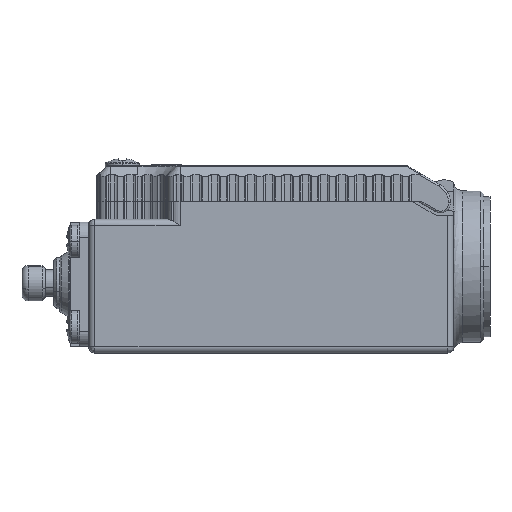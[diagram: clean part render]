
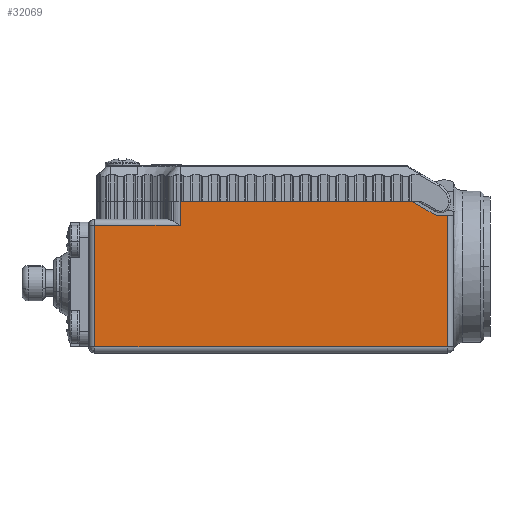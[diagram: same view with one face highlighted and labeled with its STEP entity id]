
A CAD part, left-side view. The second image highlights one B-rep face of the part: STEP entity #32069.
In plain terms, the highlighted planar face has unit normal (-1, 0, 0).
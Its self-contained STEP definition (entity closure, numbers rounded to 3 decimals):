
#2694 = VERTEX_POINT ( 'NONE', #42526 ) ;
#3299 = DIRECTION ( 'NONE',  ( 0., 1., 0. ) ) ;
#4324 = DIRECTION ( 'NONE',  ( 0., 0., 1. ) ) ;
#6815 = CARTESIAN_POINT ( 'NONE',  ( -15.65, 2.999, 11.712 ) ) ;
#7590 = LINE ( 'NONE', #34650, #71425 ) ;
#8261 = VECTOR ( 'NONE', #22828, 1000. ) ;
#11311 = PLANE ( 'NONE',  #14472 ) ;
#11640 = VECTOR ( 'NONE', #75648, 1000. ) ;
#13135 = VERTEX_POINT ( 'NONE', #78077 ) ;
#14472 = AXIS2_PLACEMENT_3D ( 'NONE', #44158, #17921, #63964 ) ;
#15463 = ORIENTED_EDGE ( 'NONE', *, *, #51992, .F. ) ;
#16045 = CARTESIAN_POINT ( 'NONE',  ( -15.65, 30., -10. ) ) ;
#17921 = DIRECTION ( 'NONE',  ( -1., 0., 0. ) ) ;
#18559 = VERTEX_POINT ( 'NONE', #57299 ) ;
#19052 = EDGE_CURVE ( 'NONE', #50777, #2694, #65545, .T. ) ;
#22107 = CARTESIAN_POINT ( 'NONE',  ( -15.65, 59., -10. ) ) ;
#22673 = DIRECTION ( 'NONE',  ( 0., -1., 0. ) ) ;
#22828 = DIRECTION ( 'NONE',  ( 0., -1., 0. ) ) ;
#25672 = VECTOR ( 'NONE', #61360, 1000. ) ;
#26515 = LINE ( 'NONE', #16045, #44035 ) ;
#28676 = CARTESIAN_POINT ( 'NONE',  ( -15.65, 2.15, 11.597 ) ) ;
#28916 = B_SPLINE_CURVE_WITH_KNOTS ( 'NONE', 3,
 ( #40548, #6815, #73299, #47126 ),
 .UNSPECIFIED., .F., .F.,
 ( 4, 4 ),
 ( 0., 1. ),
 .UNSPECIFIED. ) ;
#31944 = FACE_OUTER_BOUND ( 'NONE', #39194, .T. ) ;
#32069 = ADVANCED_FACE ( 'NONE', ( #31944 ), #11311, .T. ) ;
#32097 = ORIENTED_EDGE ( 'NONE', *, *, #33151, .F. ) ;
#32996 = ORIENTED_EDGE ( 'NONE', *, *, #62287, .T. ) ;
#33151 = EDGE_CURVE ( 'NONE', #83619, #39909, #28916, .T. ) ;
#34650 = CARTESIAN_POINT ( 'NONE',  ( -15.65, 3.365, 11.927 ) ) ;
#36338 = VERTEX_POINT ( 'NONE', #22107 ) ;
#36488 = ORIENTED_EDGE ( 'NONE', *, *, #58744, .T. ) ;
#36506 = VERTEX_POINT ( 'NONE', #84287 ) ;
#37052 = EDGE_CURVE ( 'NONE', #36338, #50777, #26515, .T. ) ;
#39194 = EDGE_LOOP ( 'NONE', ( #69763, #32996, #46113, #36488, #63486, #40150, #46150, #15463, #32097 ) ) ;
#39909 = VERTEX_POINT ( 'NONE', #28676 ) ;
#40150 = ORIENTED_EDGE ( 'NONE', *, *, #37052, .T. ) ;
#40548 = CARTESIAN_POINT ( 'NONE',  ( -15.65, 3.365, 11.927 ) ) ;
#40860 = LINE ( 'NONE', #73838, #75856 ) ;
#41081 = DIRECTION ( 'NONE',  ( 0., 0., -1. ) ) ;
#42526 = CARTESIAN_POINT ( 'NONE',  ( -15.65, 1., 11.597 ) ) ;
#44035 = VECTOR ( 'NONE', #22673, 1000. ) ;
#44158 = CARTESIAN_POINT ( 'NONE',  ( -15.65, 1., -10. ) ) ;
#44465 = EDGE_CURVE ( 'NONE', #83619, #13135, #7590, .T. ) ;
#45077 = EDGE_CURVE ( 'NONE', #36506, #63898, #57954, .T. ) ;
#46113 = ORIENTED_EDGE ( 'NONE', *, *, #45077, .T. ) ;
#46150 = ORIENTED_EDGE ( 'NONE', *, *, #19052, .T. ) ;
#47126 = CARTESIAN_POINT ( 'NONE',  ( -15.65, 2.15, 11.597 ) ) ;
#49301 = VECTOR ( 'NONE', #4324, 1000. ) ;
#50777 = VERTEX_POINT ( 'NONE', #82060 ) ;
#51992 = EDGE_CURVE ( 'NONE', #39909, #2694, #76273, .T. ) ;
#54634 = CARTESIAN_POINT ( 'NONE',  ( -15.65, 3.365, 11.927 ) ) ;
#54713 = DIRECTION ( 'NONE',  ( 0., 0.863, 0.506 ) ) ;
#55004 = EDGE_CURVE ( 'NONE', #18559, #36338, #40860, .T. ) ;
#56096 = CARTESIAN_POINT ( 'NONE',  ( -15.65, 1., 2. ) ) ;
#57299 = CARTESIAN_POINT ( 'NONE',  ( -15.65, 59., 10. ) ) ;
#57954 = LINE ( 'NONE', #82289, #11640 ) ;
#58744 = EDGE_CURVE ( 'NONE', #63898, #18559, #76628, .T. ) ;
#61360 = DIRECTION ( 'NONE',  ( 0., 1., 0. ) ) ;
#62287 = EDGE_CURVE ( 'NONE', #13135, #36506, #78209, .T. ) ;
#63486 = ORIENTED_EDGE ( 'NONE', *, *, #55004, .T. ) ;
#63898 = VERTEX_POINT ( 'NONE', #82904 ) ;
#63964 = DIRECTION ( 'NONE',  ( 0., 0., 1. ) ) ;
#65545 = LINE ( 'NONE', #56096, #49301 ) ;
#68877 = CARTESIAN_POINT ( 'NONE',  ( -15.65, 1.075, 11.597 ) ) ;
#69763 = ORIENTED_EDGE ( 'NONE', *, *, #44465, .T. ) ;
#71425 = VECTOR ( 'NONE', #54713, 1000. ) ;
#73299 = CARTESIAN_POINT ( 'NONE',  ( -15.65, 2.575, 11.597 ) ) ;
#73838 = CARTESIAN_POINT ( 'NONE',  ( -15.65, 59., 2. ) ) ;
#74631 = CARTESIAN_POINT ( 'NONE',  ( -15.65, 1., 14. ) ) ;
#75534 = CARTESIAN_POINT ( 'NONE',  ( -15.65, 51.958, 10. ) ) ;
#75648 = DIRECTION ( 'NONE',  ( 0., 0., -1. ) ) ;
#75856 = VECTOR ( 'NONE', #41081, 1000. ) ;
#76273 = LINE ( 'NONE', #68877, #8261 ) ;
#76628 = LINE ( 'NONE', #75534, #78678 ) ;
#78077 = CARTESIAN_POINT ( 'NONE',  ( -15.65, 6.902, 14. ) ) ;
#78209 = LINE ( 'NONE', #74631, #25672 ) ;
#78678 = VECTOR ( 'NONE', #3299, 1000. ) ;
#82060 = CARTESIAN_POINT ( 'NONE',  ( -15.65, 1., -10. ) ) ;
#82289 = CARTESIAN_POINT ( 'NONE',  ( -15.65, 45., 2. ) ) ;
#82904 = CARTESIAN_POINT ( 'NONE',  ( -15.65, 45., 10. ) ) ;
#83619 = VERTEX_POINT ( 'NONE', #54634 ) ;
#84287 = CARTESIAN_POINT ( 'NONE',  ( -15.65, 45., 14. ) ) ;
